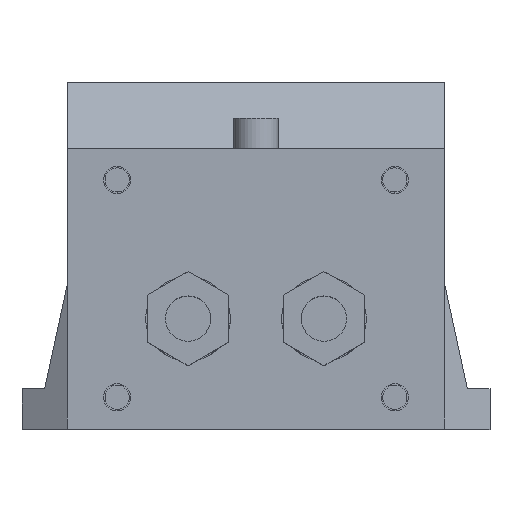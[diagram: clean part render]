
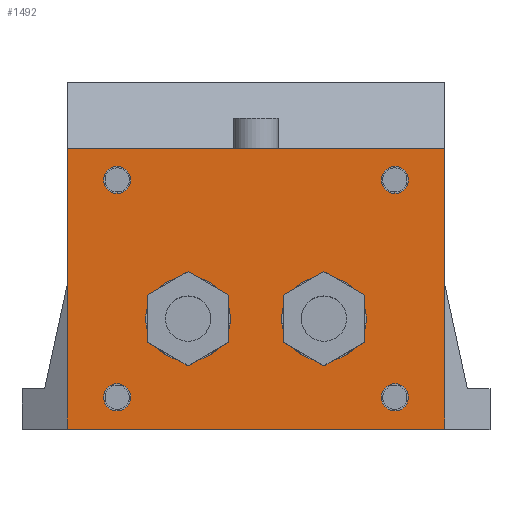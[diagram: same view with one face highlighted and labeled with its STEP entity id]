
A CAD part, top view. The second image highlights one B-rep face of the part: STEP entity #1492.
In plain terms, the highlighted planar face has unit normal (0, 0, 1).
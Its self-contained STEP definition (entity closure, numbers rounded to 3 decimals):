
#38 = AXIS2_PLACEMENT_3D ( 'NONE', #416, #3323, #4403 ) ;
#135 = FACE_BOUND ( 'NONE', #4116, .T. ) ;
#146 = VERTEX_POINT ( 'NONE', #1720 ) ;
#155 = VERTEX_POINT ( 'NONE', #2250 ) ;
#171 = CARTESIAN_POINT ( 'NONE',  ( 46., 12.3, 103.5 ) ) ;
#223 = EDGE_LOOP ( 'NONE', ( #985, #2838 ) ) ;
#320 = CARTESIAN_POINT ( 'NONE',  ( 62.5, 22.8, 103.5 ) ) ;
#321 = DIRECTION ( 'NONE',  ( 0., 0., -1. ) ) ;
#357 = ORIENTED_EDGE ( 'NONE', *, *, #3314, .F. ) ;
#416 = CARTESIAN_POINT ( 'NONE',  ( -46., -59.7, 103.5 ) ) ;
#423 = CIRCLE ( 'NONE', #3938, 4.5 ) ;
#427 = AXIS2_PLACEMENT_3D ( 'NONE', #1424, #4302, #2878 ) ;
#476 = DIRECTION ( 'NONE',  ( -1., 0., 0. ) ) ;
#496 = CIRCLE ( 'NONE', #1099, 4.5 ) ;
#500 = LINE ( 'NONE', #2639, #4634 ) ;
#501 = CIRCLE ( 'NONE', #3137, 14. ) ;
#513 = DIRECTION ( 'NONE',  ( 0., 1., 0. ) ) ;
#548 = DIRECTION ( 'NONE',  ( 0., 1., 0. ) ) ;
#553 = CARTESIAN_POINT ( 'NONE',  ( -41.5, -59.7, 103.5 ) ) ;
#566 = CIRCLE ( 'NONE', #38, 4.5 ) ;
#587 = AXIS2_PLACEMENT_3D ( 'NONE', #2585, #2564, #3571 ) ;
#630 = DIRECTION ( 'NONE',  ( 0., 0., 1. ) ) ;
#644 = CIRCLE ( 'NONE', #3198, 4.5 ) ;
#695 = CARTESIAN_POINT ( 'NONE',  ( 50.5, 12.3, 103.5 ) ) ;
#758 = ORIENTED_EDGE ( 'NONE', *, *, #1447, .F. ) ;
#759 = EDGE_CURVE ( 'NONE', #1794, #3416, #3116, .T. ) ;
#792 = CARTESIAN_POINT ( 'NONE',  ( 46., 12.3, 103.5 ) ) ;
#848 = CARTESIAN_POINT ( 'NONE',  ( -22.5, -33.7, 103.5 ) ) ;
#860 = PLANE ( 'NONE',  #4085 ) ;
#905 = EDGE_CURVE ( 'NONE', #146, #4370, #2123, .T. ) ;
#920 = DIRECTION ( 'NONE',  ( 0., 0., 1. ) ) ;
#922 = CARTESIAN_POINT ( 'NONE',  ( 62.5, -70.2, 103.5 ) ) ;
#985 = ORIENTED_EDGE ( 'NONE', *, *, #2951, .T. ) ;
#1044 = DIRECTION ( 'NONE',  ( 0., 1., 0. ) ) ;
#1085 = AXIS2_PLACEMENT_3D ( 'NONE', #171, #3463, #548 ) ;
#1095 = AXIS2_PLACEMENT_3D ( 'NONE', #848, #920, #3337 ) ;
#1099 = AXIS2_PLACEMENT_3D ( 'NONE', #2313, #4190, #2032 ) ;
#1110 = ORIENTED_EDGE ( 'NONE', *, *, #759, .F. ) ;
#1186 = CARTESIAN_POINT ( 'NONE',  ( -36.5, -33.7, 103.5 ) ) ;
#1190 = FACE_BOUND ( 'NONE', #223, .T. ) ;
#1208 = VERTEX_POINT ( 'NONE', #4555 ) ;
#1315 = CIRCLE ( 'NONE', #1095, 14. ) ;
#1325 = CARTESIAN_POINT ( 'NONE',  ( -62.5, 22.8, 103.5 ) ) ;
#1343 = EDGE_LOOP ( 'NONE', ( #1591, #4310 ) ) ;
#1359 = DIRECTION ( 'NONE',  ( 0., 1., 0. ) ) ;
#1392 = CIRCLE ( 'NONE', #3706, 14. ) ;
#1424 = CARTESIAN_POINT ( 'NONE',  ( -46., -59.7, 103.5 ) ) ;
#1447 = EDGE_CURVE ( 'NONE', #3416, #1794, #423, .T. ) ;
#1492 = ADVANCED_FACE ( 'NONE', ( #1190, #1917, #3353, #135, #2645, #4072, #4100 ), #860, .F. ) ;
#1537 = DIRECTION ( 'NONE',  ( 0., 1., 0. ) ) ;
#1543 = VECTOR ( 'NONE', #4494, 1000. ) ;
#1563 = CARTESIAN_POINT ( 'NONE',  ( 62.5, 22.8, 103.5 ) ) ;
#1588 = CARTESIAN_POINT ( 'NONE',  ( 62.5, 22.8, 103.5 ) ) ;
#1591 = ORIENTED_EDGE ( 'NONE', *, *, #1750, .F. ) ;
#1612 = VERTEX_POINT ( 'NONE', #553 ) ;
#1636 = CARTESIAN_POINT ( 'NONE',  ( 36.5, -33.7, 103.5 ) ) ;
#1686 = ORIENTED_EDGE ( 'NONE', *, *, #2610, .F. ) ;
#1710 = ORIENTED_EDGE ( 'NONE', *, *, #4179, .F. ) ;
#1720 = CARTESIAN_POINT ( 'NONE',  ( 62.5, 22.8, 103.5 ) ) ;
#1750 = EDGE_CURVE ( 'NONE', #1612, #3223, #2755, .T. ) ;
#1752 = DIRECTION ( 'NONE',  ( 0., 1., 0. ) ) ;
#1794 = VERTEX_POINT ( 'NONE', #695 ) ;
#1917 = FACE_BOUND ( 'NONE', #3823, .T. ) ;
#1941 = VERTEX_POINT ( 'NONE', #1325 ) ;
#1958 = EDGE_CURVE ( 'NONE', #1208, #2968, #496, .T. ) ;
#2032 = DIRECTION ( 'NONE',  ( 0., 1., 0. ) ) ;
#2121 = CARTESIAN_POINT ( 'NONE',  ( -8.5, -33.7, 103.5 ) ) ;
#2123 = LINE ( 'NONE', #320, #3040 ) ;
#2196 = DIRECTION ( 'NONE',  ( 0., 0., 1. ) ) ;
#2223 = CARTESIAN_POINT ( 'NONE',  ( 46., -59.7, 103.5 ) ) ;
#2250 = CARTESIAN_POINT ( 'NONE',  ( -62.5, -70.2, 103.5 ) ) ;
#2294 = DIRECTION ( 'NONE',  ( 0., 0., -1. ) ) ;
#2313 = CARTESIAN_POINT ( 'NONE',  ( -46., 12.3, 103.5 ) ) ;
#2447 = AXIS2_PLACEMENT_3D ( 'NONE', #2223, #3601, #1537 ) ;
#2452 = CARTESIAN_POINT ( 'NONE',  ( 46., -59.7, 103.5 ) ) ;
#2539 = CARTESIAN_POINT ( 'NONE',  ( 41.5, 12.3, 103.5 ) ) ;
#2564 = DIRECTION ( 'NONE',  ( 0., 0., 1. ) ) ;
#2585 = CARTESIAN_POINT ( 'NONE',  ( -22.5, -33.7, 103.5 ) ) ;
#2610 = EDGE_CURVE ( 'NONE', #3798, #3737, #3044, .T. ) ;
#2639 = CARTESIAN_POINT ( 'NONE',  ( 62.5, -70.2, 103.5 ) ) ;
#2645 = FACE_BOUND ( 'NONE', #4002, .T. ) ;
#2657 = VERTEX_POINT ( 'NONE', #4375 ) ;
#2660 = EDGE_CURVE ( 'NONE', #3223, #1612, #566, .T. ) ;
#2687 = CARTESIAN_POINT ( 'NONE',  ( -50.5, -59.7, 103.5 ) ) ;
#2715 = VERTEX_POINT ( 'NONE', #1186 ) ;
#2723 = EDGE_CURVE ( 'NONE', #2657, #2826, #1392, .T. ) ;
#2725 = EDGE_CURVE ( 'NONE', #1941, #155, #3092, .T. ) ;
#2755 = CIRCLE ( 'NONE', #427, 4.5 ) ;
#2759 = EDGE_LOOP ( 'NONE', ( #4508, #3870, #2897, #4495 ) ) ;
#2801 = CARTESIAN_POINT ( 'NONE',  ( 50.5, -59.7, 103.5 ) ) ;
#2826 = VERTEX_POINT ( 'NONE', #1636 ) ;
#2838 = ORIENTED_EDGE ( 'NONE', *, *, #1958, .T. ) ;
#2841 = CIRCLE ( 'NONE', #587, 14. ) ;
#2878 = DIRECTION ( 'NONE',  ( 0., 1., 0. ) ) ;
#2879 = CARTESIAN_POINT ( 'NONE',  ( 22.5, -33.7, 103.5 ) ) ;
#2897 = ORIENTED_EDGE ( 'NONE', *, *, #4411, .T. ) ;
#2951 = EDGE_CURVE ( 'NONE', #2968, #1208, #644, .T. ) ;
#2968 = VERTEX_POINT ( 'NONE', #4191 ) ;
#3037 = LINE ( 'NONE', #1563, #3729 ) ;
#3040 = VECTOR ( 'NONE', #4296, 1000. ) ;
#3044 = CIRCLE ( 'NONE', #2447, 4.5 ) ;
#3092 = LINE ( 'NONE', #4068, #1543 ) ;
#3116 = CIRCLE ( 'NONE', #1085, 4.5 ) ;
#3137 = AXIS2_PLACEMENT_3D ( 'NONE', #4221, #630, #1359 ) ;
#3198 = AXIS2_PLACEMENT_3D ( 'NONE', #3888, #321, #1752 ) ;
#3213 = EDGE_CURVE ( 'NONE', #4510, #2715, #1315, .T. ) ;
#3223 = VERTEX_POINT ( 'NONE', #2687 ) ;
#3234 = ORIENTED_EDGE ( 'NONE', *, *, #4638, .F. ) ;
#3271 = CIRCLE ( 'NONE', #3874, 4.5 ) ;
#3314 = EDGE_CURVE ( 'NONE', #3737, #3798, #3271, .T. ) ;
#3323 = DIRECTION ( 'NONE',  ( 0., 0., 1. ) ) ;
#3337 = DIRECTION ( 'NONE',  ( 0., 1., 0. ) ) ;
#3353 = FACE_BOUND ( 'NONE', #1343, .T. ) ;
#3416 = VERTEX_POINT ( 'NONE', #2539 ) ;
#3463 = DIRECTION ( 'NONE',  ( 0., 0., 1. ) ) ;
#3570 = ORIENTED_EDGE ( 'NONE', *, *, #3213, .F. ) ;
#3571 = DIRECTION ( 'NONE',  ( 0., 1., 0. ) ) ;
#3579 = EDGE_LOOP ( 'NONE', ( #3234, #3570 ) ) ;
#3601 = DIRECTION ( 'NONE',  ( 0., 0., 1. ) ) ;
#3706 = AXIS2_PLACEMENT_3D ( 'NONE', #2879, #2196, #4423 ) ;
#3729 = VECTOR ( 'NONE', #4087, 1000. ) ;
#3737 = VERTEX_POINT ( 'NONE', #2801 ) ;
#3798 = VERTEX_POINT ( 'NONE', #3936 ) ;
#3823 = EDGE_LOOP ( 'NONE', ( #357, #1686 ) ) ;
#3870 = ORIENTED_EDGE ( 'NONE', *, *, #905, .F. ) ;
#3874 = AXIS2_PLACEMENT_3D ( 'NONE', #2452, #3902, #1044 ) ;
#3888 = CARTESIAN_POINT ( 'NONE',  ( -46., 12.3, 103.5 ) ) ;
#3902 = DIRECTION ( 'NONE',  ( 0., 0., 1. ) ) ;
#3936 = CARTESIAN_POINT ( 'NONE',  ( 41.5, -59.7, 103.5 ) ) ;
#3938 = AXIS2_PLACEMENT_3D ( 'NONE', #792, #4381, #4359 ) ;
#4002 = EDGE_LOOP ( 'NONE', ( #4184, #1710 ) ) ;
#4068 = CARTESIAN_POINT ( 'NONE',  ( -62.5, 22.8, 103.5 ) ) ;
#4072 = FACE_BOUND ( 'NONE', #3579, .T. ) ;
#4085 = AXIS2_PLACEMENT_3D ( 'NONE', #1588, #2294, #513 ) ;
#4087 = DIRECTION ( 'NONE',  ( -1., 0., 0. ) ) ;
#4100 = FACE_OUTER_BOUND ( 'NONE', #2759, .T. ) ;
#4116 = EDGE_LOOP ( 'NONE', ( #1110, #758 ) ) ;
#4179 = EDGE_CURVE ( 'NONE', #2826, #2657, #501, .T. ) ;
#4184 = ORIENTED_EDGE ( 'NONE', *, *, #2723, .F. ) ;
#4190 = DIRECTION ( 'NONE',  ( 0., 0., -1. ) ) ;
#4191 = CARTESIAN_POINT ( 'NONE',  ( -41.5, 12.3, 103.5 ) ) ;
#4221 = CARTESIAN_POINT ( 'NONE',  ( 22.5, -33.7, 103.5 ) ) ;
#4296 = DIRECTION ( 'NONE',  ( 0., -1., 0. ) ) ;
#4302 = DIRECTION ( 'NONE',  ( 0., 0., 1. ) ) ;
#4310 = ORIENTED_EDGE ( 'NONE', *, *, #2660, .F. ) ;
#4357 = EDGE_CURVE ( 'NONE', #4370, #155, #500, .T. ) ;
#4359 = DIRECTION ( 'NONE',  ( 0., 1., 0. ) ) ;
#4370 = VERTEX_POINT ( 'NONE', #922 ) ;
#4375 = CARTESIAN_POINT ( 'NONE',  ( 8.5, -33.7, 103.5 ) ) ;
#4381 = DIRECTION ( 'NONE',  ( 0., 0., 1. ) ) ;
#4403 = DIRECTION ( 'NONE',  ( 0., 1., 0. ) ) ;
#4411 = EDGE_CURVE ( 'NONE', #146, #1941, #3037, .T. ) ;
#4423 = DIRECTION ( 'NONE',  ( 0., 1., 0. ) ) ;
#4494 = DIRECTION ( 'NONE',  ( 0., -1., 0. ) ) ;
#4495 = ORIENTED_EDGE ( 'NONE', *, *, #2725, .T. ) ;
#4508 = ORIENTED_EDGE ( 'NONE', *, *, #4357, .F. ) ;
#4510 = VERTEX_POINT ( 'NONE', #2121 ) ;
#4555 = CARTESIAN_POINT ( 'NONE',  ( -50.5, 12.3, 103.5 ) ) ;
#4634 = VECTOR ( 'NONE', #476, 1000. ) ;
#4638 = EDGE_CURVE ( 'NONE', #2715, #4510, #2841, .T. ) ;
